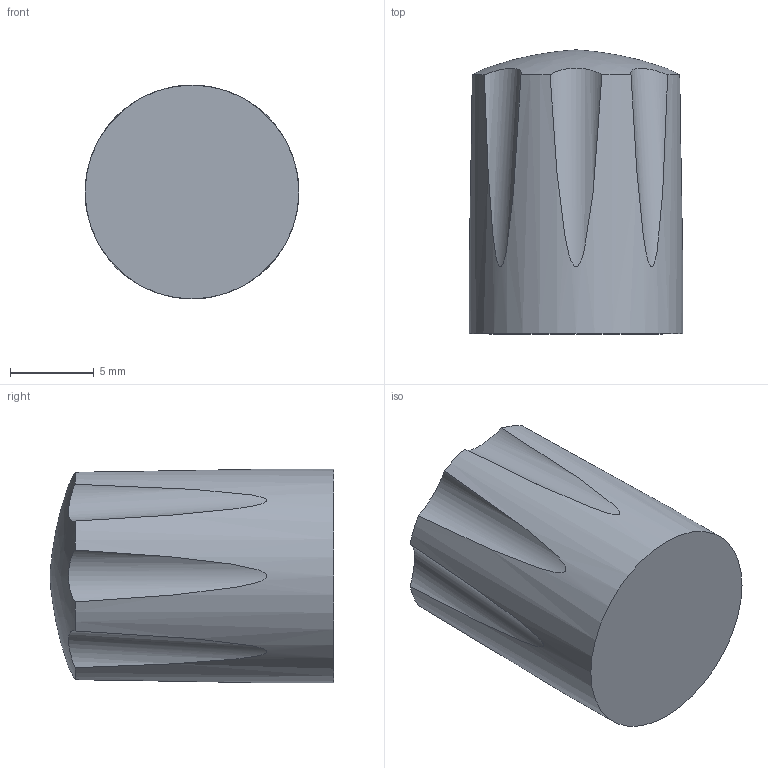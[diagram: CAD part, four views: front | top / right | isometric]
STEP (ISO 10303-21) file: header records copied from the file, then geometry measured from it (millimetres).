
FILE_DESCRIPTION(/* description */ (''),/* implementation_level */ '2;1');
FILE_NAME(/* name */ 'Davies 1900H white v1.step',/* time_stamp */ '2021-09-08T20:19:03+01:00',/* author */ (''),/* organization */ (''),/* preprocessor_version */ 'ST-DEVELOPER v18.1',/* originating_system */ 'Autodesk Translation Framework v10.6.0.1341',/* authorisation */ '');
FILE_SCHEMA (('AUTOMOTIVE_DESIGN { 1 0 10303 214 3 1 1 }'));
Length unit declared in the file: millimetre
Products named in the file (1): Davies 1900H white
Bounding box: 12.8 x 17 x 12.8 mm (x, y, z)
Volume: 2007.9 mm3; surface area: 898.8 mm2
Topology: 2 solids, 2 shells, 26 faces, 69 edges, 46 vertices
Faces by surface type: plane 13, cylinder 9, bspline 4
Full cylindrical faces by diameter (mm): 12.8 x1
Entity records: 1468 total; most frequent: CARTESIAN_POINT 848, ORIENTED_EDGE 136, DIRECTION 91, EDGE_CURVE 68, VERTEX_POINT 46, AXIS2_PLACEMENT_3D 32, B_SPLINE_CURVE_WITH_KNOTS 28, LINE 27
